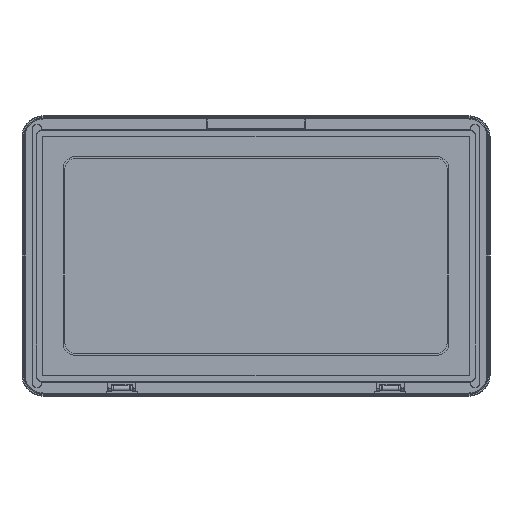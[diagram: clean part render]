
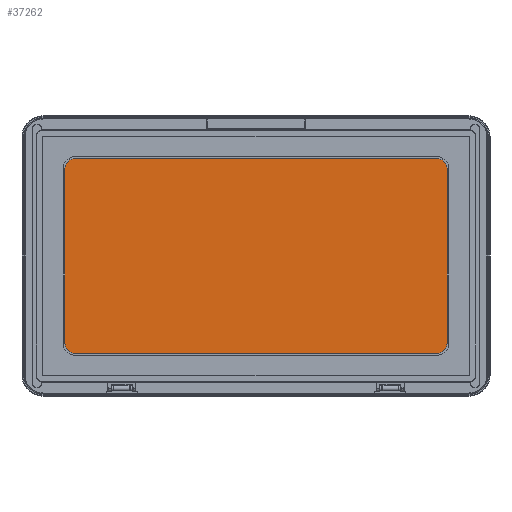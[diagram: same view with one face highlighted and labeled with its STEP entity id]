
A CAD part, front view. The second image highlights one B-rep face of the part: STEP entity #37262.
In plain terms, the highlighted planar face has unit normal (0, -1, 0).
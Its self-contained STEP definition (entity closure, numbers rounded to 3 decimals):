
#37103=DIRECTION('',(1.,0.,0.));
#37104=VECTOR('',#37103,772.);
#37105=CARTESIAN_POINT('',(-386.,-318.7,42.5));
#37106=LINE('',#37105,#37104);
#37107=CARTESIAN_POINT('',(-386.,-318.7,64.));
#37108=DIRECTION('',(0.,-1.,0.));
#37109=DIRECTION('',(-1.,0.,0.));
#37110=AXIS2_PLACEMENT_3D('',#37107,#37108,#37109);
#37112=DIRECTION('',(0.,0.,-1.));
#37113=VECTOR('',#37112,372.);
#37114=CARTESIAN_POINT('',(-407.5,-318.7,436.));
#37115=LINE('',#37114,#37113);
#37116=CARTESIAN_POINT('',(-386.,-318.7,436.));
#37117=DIRECTION('',(0.,-1.,0.));
#37118=DIRECTION('',(0.,0.,1.));
#37119=AXIS2_PLACEMENT_3D('',#37116,#37117,#37118);
#37121=DIRECTION('',(-1.,0.,0.));
#37122=VECTOR('',#37121,772.);
#37123=CARTESIAN_POINT('',(386.,-318.7,457.5));
#37124=LINE('',#37123,#37122);
#37125=CARTESIAN_POINT('',(386.,-318.7,436.));
#37126=DIRECTION('',(0.,-1.,0.));
#37127=DIRECTION('',(1.,0.,0.));
#37128=AXIS2_PLACEMENT_3D('',#37125,#37126,#37127);
#37130=DIRECTION('',(0.,0.,1.));
#37131=VECTOR('',#37130,372.);
#37132=CARTESIAN_POINT('',(407.5,-318.7,64.));
#37133=LINE('',#37132,#37131);
#37134=CARTESIAN_POINT('',(386.,-318.7,64.));
#37135=DIRECTION('',(0.,-1.,0.));
#37136=DIRECTION('',(0.,0.,-1.));
#37137=AXIS2_PLACEMENT_3D('',#37134,#37135,#37136);
#37207=CARTESIAN_POINT('',(-386.,-318.7,42.5));
#37208=CARTESIAN_POINT('',(386.,-318.7,42.5));
#37209=VERTEX_POINT('',#37207);
#37210=VERTEX_POINT('',#37208);
#37211=CARTESIAN_POINT('',(407.5,-318.7,64.));
#37212=VERTEX_POINT('',#37211);
#37213=CARTESIAN_POINT('',(407.5,-318.7,436.));
#37214=VERTEX_POINT('',#37213);
#37215=CARTESIAN_POINT('',(386.,-318.7,457.5));
#37216=VERTEX_POINT('',#37215);
#37217=CARTESIAN_POINT('',(-386.,-318.7,457.5));
#37218=VERTEX_POINT('',#37217);
#37219=CARTESIAN_POINT('',(-407.5,-318.7,436.));
#37220=VERTEX_POINT('',#37219);
#37221=CARTESIAN_POINT('',(-407.5,-318.7,64.));
#37222=VERTEX_POINT('',#37221);
#37239=CARTESIAN_POINT('',(0.,-318.7,0.));
#37240=DIRECTION('',(0.,-1.,0.));
#37241=DIRECTION('',(1.,0.,0.));
#37242=AXIS2_PLACEMENT_3D('',#37239,#37240,#37241);
#37243=PLANE('',#37242);
#37245=ORIENTED_EDGE('',*,*,#37244,.F.);
#37247=ORIENTED_EDGE('',*,*,#37246,.F.);
#37249=ORIENTED_EDGE('',*,*,#37248,.F.);
#37251=ORIENTED_EDGE('',*,*,#37250,.F.);
#37253=ORIENTED_EDGE('',*,*,#37252,.F.);
#37255=ORIENTED_EDGE('',*,*,#37254,.F.);
#37257=ORIENTED_EDGE('',*,*,#37256,.F.);
#37259=ORIENTED_EDGE('',*,*,#37258,.F.);
#37260=EDGE_LOOP('',(#37245,#37247,#37249,#37251,#37253,#37255,#37257,#37259));
#37261=FACE_OUTER_BOUND('',#37260,.F.);
#37262=ADVANCED_FACE('',(#37261),#37243,.T.);
#37111=CIRCLE('',#37110,21.5);
#37120=CIRCLE('',#37119,21.5);
#37129=CIRCLE('',#37128,21.5);
#37138=CIRCLE('',#37137,21.5);
#37244=EDGE_CURVE('',#37209,#37210,#37106,.T.);
#37246=EDGE_CURVE('',#37222,#37209,#37111,.T.);
#37248=EDGE_CURVE('',#37220,#37222,#37115,.T.);
#37250=EDGE_CURVE('',#37218,#37220,#37120,.T.);
#37252=EDGE_CURVE('',#37216,#37218,#37124,.T.);
#37254=EDGE_CURVE('',#37214,#37216,#37129,.T.);
#37256=EDGE_CURVE('',#37212,#37214,#37133,.T.);
#37258=EDGE_CURVE('',#37210,#37212,#37138,.T.);
